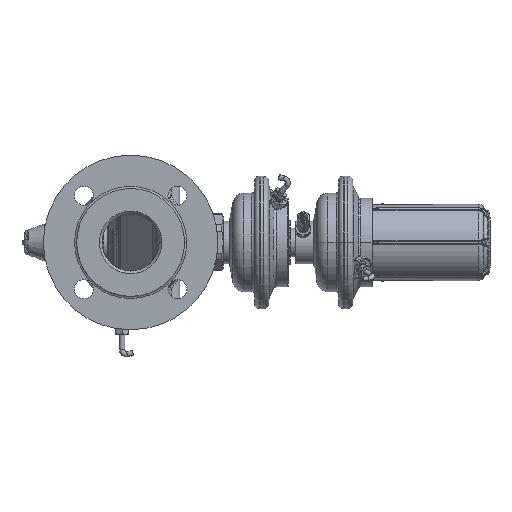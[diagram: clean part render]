
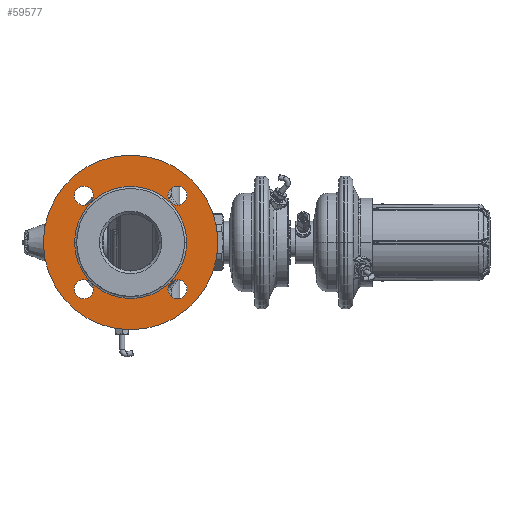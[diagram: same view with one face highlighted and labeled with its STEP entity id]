
A CAD part, left-side view. The second image highlights one B-rep face of the part: STEP entity #59577.
In plain terms, the highlighted planar face has unit normal (-1, 0, 0).
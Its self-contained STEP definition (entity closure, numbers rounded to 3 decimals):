
#10873=CARTESIAN_POINT('',(-115.,0.,0.));
#10874=DIRECTION('',(1.,0.,0.));
#10875=DIRECTION('',(0.,-1.,0.));
#10876=AXIS2_PLACEMENT_3D('',#10873,#10874,#10875);
#10878=CARTESIAN_POINT('',(-115.,0.,0.));
#10879=DIRECTION('',(-1.,0.,0.));
#10880=DIRECTION('',(0.,-1.,0.));
#10881=AXIS2_PLACEMENT_3D('',#10878,#10879,#10880);
#10883=CARTESIAN_POINT('',(-115.,0.,0.));
#10884=DIRECTION('',(1.,0.,0.));
#10885=DIRECTION('',(0.,-1.,0.));
#10886=AXIS2_PLACEMENT_3D('',#10883,#10884,#10885);
#10888=CARTESIAN_POINT('',(-115.,0.,0.));
#10889=DIRECTION('',(-1.,0.,0.));
#10890=DIRECTION('',(0.,-1.,0.));
#10891=AXIS2_PLACEMENT_3D('',#10888,#10889,#10890);
#10893=CARTESIAN_POINT('',(-115.,-44.194,44.194));
#10894=DIRECTION('',(-1.,0.,0.));
#10895=DIRECTION('',(0.,-1.,0.));
#10896=AXIS2_PLACEMENT_3D('',#10893,#10894,#10895);
#10898=CARTESIAN_POINT('',(-115.,-44.194,44.194));
#10899=DIRECTION('',(-1.,0.,0.));
#10900=DIRECTION('',(0.,1.,0.));
#10901=AXIS2_PLACEMENT_3D('',#10898,#10899,#10900);
#10903=CARTESIAN_POINT('',(-115.,44.194,44.194));
#10904=DIRECTION('',(-1.,0.,0.));
#10905=DIRECTION('',(0.,-1.,0.));
#10906=AXIS2_PLACEMENT_3D('',#10903,#10904,#10905);
#10908=CARTESIAN_POINT('',(-115.,44.194,44.194));
#10909=DIRECTION('',(-1.,0.,0.));
#10910=DIRECTION('',(0.,1.,0.));
#10911=AXIS2_PLACEMENT_3D('',#10908,#10909,#10910);
#10913=CARTESIAN_POINT('',(-115.,44.194,-44.194));
#10914=DIRECTION('',(-1.,0.,0.));
#10915=DIRECTION('',(0.,-1.,0.));
#10916=AXIS2_PLACEMENT_3D('',#10913,#10914,#10915);
#10918=CARTESIAN_POINT('',(-115.,44.194,-44.194));
#10919=DIRECTION('',(-1.,0.,0.));
#10920=DIRECTION('',(0.,1.,0.));
#10921=AXIS2_PLACEMENT_3D('',#10918,#10919,#10920);
#10923=CARTESIAN_POINT('',(-115.,-44.194,-44.194));
#10924=DIRECTION('',(-1.,0.,0.));
#10925=DIRECTION('',(0.,-1.,0.));
#10926=AXIS2_PLACEMENT_3D('',#10923,#10924,#10925);
#10928=CARTESIAN_POINT('',(-115.,-44.194,-44.194));
#10929=DIRECTION('',(-1.,0.,0.));
#10930=DIRECTION('',(0.,1.,0.));
#10931=AXIS2_PLACEMENT_3D('',#10928,#10929,#10930);
#46033=CARTESIAN_POINT('',(-115.,-53.,0.));
#46034=VERTEX_POINT('',#46033);
#46035=CARTESIAN_POINT('',(-115.,-82.5,0.));
#46037=VERTEX_POINT('',#46035);
#46077=CARTESIAN_POINT('',(-115.,53.,0.));
#46078=VERTEX_POINT('',#46077);
#46079=CARTESIAN_POINT('',(-115.,82.5,0.));
#46081=VERTEX_POINT('',#46079);
#46113=CARTESIAN_POINT('',(-115.,-53.194,44.194));
#46114=CARTESIAN_POINT('',(-115.,-35.194,44.194));
#46115=VERTEX_POINT('',#46113);
#46116=VERTEX_POINT('',#46114);
#46117=CARTESIAN_POINT('',(-115.,35.194,44.194));
#46118=CARTESIAN_POINT('',(-115.,53.194,44.194));
#46119=VERTEX_POINT('',#46117);
#46120=VERTEX_POINT('',#46118);
#46121=CARTESIAN_POINT('',(-115.,35.194,-44.194));
#46122=CARTESIAN_POINT('',(-115.,53.194,-44.194));
#46123=VERTEX_POINT('',#46121);
#46124=VERTEX_POINT('',#46122);
#46125=CARTESIAN_POINT('',(-115.,-53.194,-44.194));
#46126=CARTESIAN_POINT('',(-115.,-35.194,-44.194));
#46127=VERTEX_POINT('',#46125);
#46128=VERTEX_POINT('',#46126);
#59538=CARTESIAN_POINT('',(-115.,0.,0.));
#59539=DIRECTION('',(-1.,0.,0.));
#59540=DIRECTION('',(0.,1.,0.));
#59541=AXIS2_PLACEMENT_3D('',#59538,#59539,#59540);
#59542=PLANE('',#59541);
#59543=ORIENTED_EDGE('',*,*,#59531,.F.);
#59544=ORIENTED_EDGE('',*,*,#59520,.T.);
#59545=EDGE_LOOP('',(#59543,#59544));
#59546=FACE_OUTER_BOUND('',#59545,.F.);
#59548=ORIENTED_EDGE('',*,*,#59547,.F.);
#59550=ORIENTED_EDGE('',*,*,#59549,.T.);
#59551=EDGE_LOOP('',(#59548,#59550));
#59552=FACE_BOUND('',#59551,.F.);
#59554=ORIENTED_EDGE('',*,*,#59553,.T.);
#59556=ORIENTED_EDGE('',*,*,#59555,.T.);
#59557=EDGE_LOOP('',(#59554,#59556));
#59558=FACE_BOUND('',#59557,.F.);
#59560=ORIENTED_EDGE('',*,*,#59559,.T.);
#59562=ORIENTED_EDGE('',*,*,#59561,.T.);
#59563=EDGE_LOOP('',(#59560,#59562));
#59564=FACE_BOUND('',#59563,.F.);
#59566=ORIENTED_EDGE('',*,*,#59565,.T.);
#59568=ORIENTED_EDGE('',*,*,#59567,.T.);
#59569=EDGE_LOOP('',(#59566,#59568));
#59570=FACE_BOUND('',#59569,.F.);
#59572=ORIENTED_EDGE('',*,*,#59571,.T.);
#59574=ORIENTED_EDGE('',*,*,#59573,.T.);
#59575=EDGE_LOOP('',(#59572,#59574));
#59576=FACE_BOUND('',#59575,.F.);
#59577=ADVANCED_FACE('',(#59546,#59552,#59558,#59564,#59570,#59576),#59542,.T.);
#10877=CIRCLE('',#10876,82.5);
#10882=CIRCLE('',#10881,82.5);
#10887=CIRCLE('',#10886,53.);
#10892=CIRCLE('',#10891,53.);
#10897=CIRCLE('',#10896,9.);
#10902=CIRCLE('',#10901,9.);
#10907=CIRCLE('',#10906,9.);
#10912=CIRCLE('',#10911,9.);
#10917=CIRCLE('',#10916,9.);
#10922=CIRCLE('',#10921,9.);
#10927=CIRCLE('',#10926,9.);
#10932=CIRCLE('',#10931,9.);
#59520=EDGE_CURVE('',#46037,#46081,#10877,.T.);
#59531=EDGE_CURVE('',#46037,#46081,#10882,.T.);
#59547=EDGE_CURVE('',#46034,#46078,#10887,.T.);
#59549=EDGE_CURVE('',#46034,#46078,#10892,.T.);
#59553=EDGE_CURVE('',#46115,#46116,#10897,.T.);
#59555=EDGE_CURVE('',#46116,#46115,#10902,.T.);
#59559=EDGE_CURVE('',#46119,#46120,#10907,.T.);
#59561=EDGE_CURVE('',#46120,#46119,#10912,.T.);
#59565=EDGE_CURVE('',#46123,#46124,#10917,.T.);
#59567=EDGE_CURVE('',#46124,#46123,#10922,.T.);
#59571=EDGE_CURVE('',#46127,#46128,#10927,.T.);
#59573=EDGE_CURVE('',#46128,#46127,#10932,.T.);
